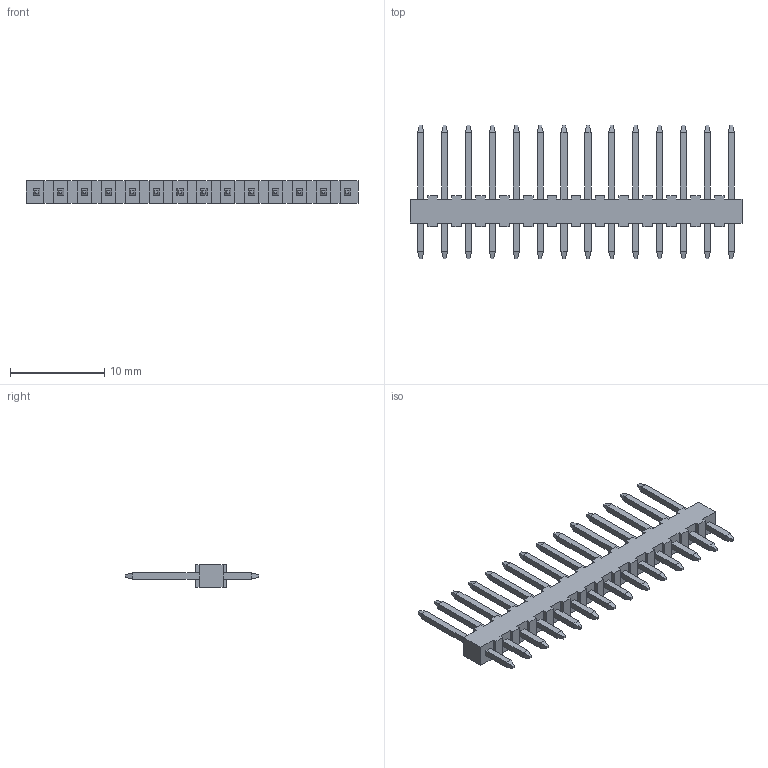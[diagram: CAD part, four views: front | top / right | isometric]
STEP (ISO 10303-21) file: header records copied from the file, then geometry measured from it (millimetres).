
FILE_DESCRIPTION((''),'2;1');
FILE_NAME('022032141','2014-06-05T',('me'),(''),'PRO/ENGINEER BY PARAMETRIC TECHNOLOGY CORPORATION, 2011490','PRO/ENGINEER BY PARAMETRIC TECHNOLOGY CORPORATION, 2011490','');
FILE_SCHEMA(('CONFIG_CONTROL_DESIGN'));
Length unit declared in the file: inch
Products named in the file (1): 022032141
Bounding box: 35.31 x 14.22 x 2.36 mm (x, y, z)
Volume: 302.6 mm3; surface area: 832.1 mm2
Topology: 1 solids, 1 shells, 362 faces, 912 edges, 580 vertices
Faces by surface type: plane 362
Entity records: 10511 total; most frequent: CARTESIAN_POINT 1827, ORIENTED_EDGE 1768, DIRECTION 1666, VECTOR 884, LINE 884, EDGE_CURVE 884, VERTEX_POINT 552, AXIS2_PLACEMENT_3D 391
